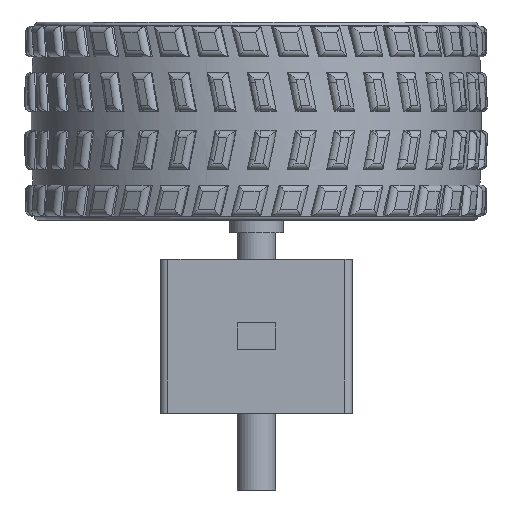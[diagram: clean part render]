
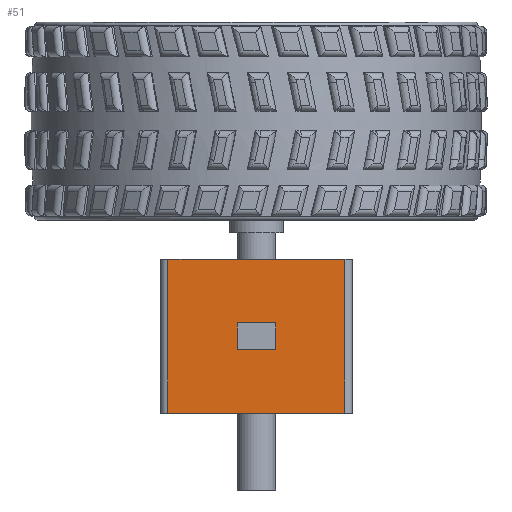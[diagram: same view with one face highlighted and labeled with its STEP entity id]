
A CAD part, left-side view. The second image highlights one B-rep face of the part: STEP entity #51.
In plain terms, the highlighted planar face has unit normal (-1, 0, 0).
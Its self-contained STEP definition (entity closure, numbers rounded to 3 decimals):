
#51=ADVANCED_FACE('',(#52,#86),#120,.F.);
#52=FACE_BOUND('',#53,.T.);
#53=EDGE_LOOP('',(#54,#64,#72,#80));
#54=ORIENTED_EDGE('',*,*,#55,.T.);
#55=EDGE_CURVE('',#56,#58,#60,.F.);
#56=VERTEX_POINT('',#57);
#57=CARTESIAN_POINT('',(-35.,-11.5,10.0));
#58=VERTEX_POINT('',#59);
#59=CARTESIAN_POINT('',(-35.,11.5,10.0));
#60=LINE('',#61,#62);
#61=CARTESIAN_POINT('',(-35.,-12.5,10.0));
#62=VECTOR('',#63,1.0);
#63=DIRECTION('',(0.0,-1.0,0.0));
#64=ORIENTED_EDGE('',*,*,#65,.T.);
#65=EDGE_CURVE('',#58,#66,#68,.T.);
#66=VERTEX_POINT('',#67);
#67=CARTESIAN_POINT('',(-35.,11.5,-10.0));
#68=LINE('',#69,#70);
#69=CARTESIAN_POINT('',(-35.,11.5,10.0));
#70=VECTOR('',#71,1.0);
#71=DIRECTION('',(0.0,0.0,-1.0));
#72=ORIENTED_EDGE('',*,*,#73,.T.);
#73=EDGE_CURVE('',#66,#74,#76,.T.);
#74=VERTEX_POINT('',#75);
#75=CARTESIAN_POINT('',(-35.,-11.5,-10.0));
#76=LINE('',#77,#78);
#77=CARTESIAN_POINT('',(-35.,-12.5,-10.0));
#78=VECTOR('',#79,1.0);
#79=DIRECTION('',(0.0,-1.0,0.0));
#80=ORIENTED_EDGE('',*,*,#81,.T.);
#81=EDGE_CURVE('',#74,#56,#82,.T.);
#82=LINE('',#83,#84);
#83=CARTESIAN_POINT('',(-35.,-11.5,10.0));
#84=VECTOR('',#85,1.0);
#85=DIRECTION('',(0.0,0.0,1.0));
#86=FACE_BOUND('',#87,.T.);
#87=EDGE_LOOP('',(#88,#98,#106,#114));
#88=ORIENTED_EDGE('',*,*,#89,.T.);
#89=EDGE_CURVE('',#90,#92,#94,.F.);
#90=VERTEX_POINT('',#91);
#91=CARTESIAN_POINT('',(-35.,2.5,-1.75));
#92=VERTEX_POINT('',#93);
#93=CARTESIAN_POINT('',(-35.,2.5,1.75));
#94=LINE('',#95,#96);
#95=CARTESIAN_POINT('',(-35.,2.5,1.75));
#96=VECTOR('',#97,1.0);
#97=DIRECTION('',(0.0,0.0,-1.0));
#98=ORIENTED_EDGE('',*,*,#99,.T.);
#99=EDGE_CURVE('',#92,#100,#102,.F.);
#100=VERTEX_POINT('',#101);
#101=CARTESIAN_POINT('',(-35.,-2.5,1.75));
#102=LINE('',#103,#104);
#103=CARTESIAN_POINT('',(-35.,-2.5,1.75));
#104=VECTOR('',#105,1.0);
#105=DIRECTION('',(0.0,1.0,0.0));
#106=ORIENTED_EDGE('',*,*,#107,.T.);
#107=EDGE_CURVE('',#100,#108,#110,.T.);
#108=VERTEX_POINT('',#109);
#109=CARTESIAN_POINT('',(-35.,-2.5,-1.75));
#110=LINE('',#111,#112);
#111=CARTESIAN_POINT('',(-35.,-2.5,1.75));
#112=VECTOR('',#113,1.0);
#113=DIRECTION('',(0.0,0.0,-1.0));
#114=ORIENTED_EDGE('',*,*,#115,.T.);
#115=EDGE_CURVE('',#108,#90,#116,.T.);
#116=LINE('',#117,#118);
#117=CARTESIAN_POINT('',(-35.,-2.5,-1.75));
#118=VECTOR('',#119,1.0);
#119=DIRECTION('',(0.0,1.0,0.0));
#120=PLANE('',#121);
#121=AXIS2_PLACEMENT_3D('',#122,#123,#124);
#122=CARTESIAN_POINT('',(-35.,-12.5,10.0));
#123=DIRECTION('',(1.0,0.0,0.0));
#124=DIRECTION('',(0.0,0.0,-1.0));
